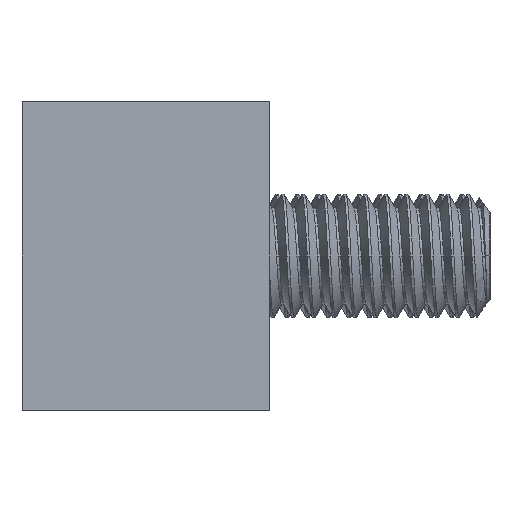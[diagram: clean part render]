
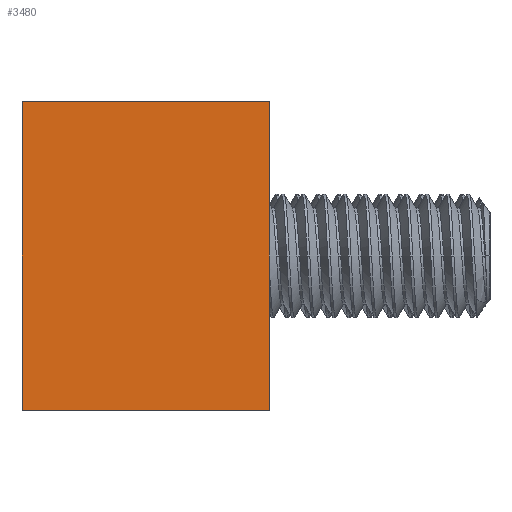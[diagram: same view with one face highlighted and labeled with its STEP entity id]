
A CAD part, left-side view. The second image highlights one B-rep face of the part: STEP entity #3480.
In plain terms, the highlighted planar face has unit normal (-1, 0, 0).
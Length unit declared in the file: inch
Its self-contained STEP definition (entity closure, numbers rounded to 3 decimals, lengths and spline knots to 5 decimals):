
#4 = DIRECTION ( 'NONE',  ( 0., 0., 1. ) ) ;
#60 = ORIENTED_EDGE ( 'NONE', *, *, #2483, .F. ) ;
#77 = ORIENTED_EDGE ( 'NONE', *, *, #453, .T. ) ;
#453 = EDGE_CURVE ( 'NONE', #895, #3015, #5212, .T. ) ;
#535 = CARTESIAN_POINT ( 'NONE',  ( 0., 0., -0.59055 ) ) ;
#553 = VECTOR ( 'NONE', #3667, 39.37008 ) ;
#754 = CARTESIAN_POINT ( 'NONE',  ( 0., 0., 0. ) ) ;
#895 = VERTEX_POINT ( 'NONE', #1553 ) ;
#1241 = DIRECTION ( 'NONE',  ( 0., 0., -1. ) ) ;
#1291 = CARTESIAN_POINT ( 'NONE',  ( 0., 0., 0. ) ) ;
#1323 = VECTOR ( 'NONE', #4276, 39.37008 ) ;
#1395 = AXIS2_PLACEMENT_3D ( 'NONE', #6287, #2912, #4 ) ;
#1553 = CARTESIAN_POINT ( 'NONE',  ( 0., 0.47244, 0. ) ) ;
#2011 = LINE ( 'NONE', #754, #553 ) ;
#2385 = DIRECTION ( 'NONE',  ( 0., 1., 0. ) ) ;
#2390 = FACE_OUTER_BOUND ( 'NONE', #5324, .T. ) ;
#2483 = EDGE_CURVE ( 'NONE', #5713, #2939, #5572, .T. ) ;
#2912 = DIRECTION ( 'NONE',  ( -1., 0., 0. ) ) ;
#2939 = VERTEX_POINT ( 'NONE', #535 ) ;
#2985 = VECTOR ( 'NONE', #1241, 39.37008 ) ;
#3006 = LINE ( 'NONE', #4812, #5302 ) ;
#3015 = VERTEX_POINT ( 'NONE', #3541 ) ;
#3259 = EDGE_CURVE ( 'NONE', #5713, #895, #2011, .T. ) ;
#3480 = ADVANCED_FACE ( 'NONE', ( #2390 ), #5343, .T. ) ;
#3541 = CARTESIAN_POINT ( 'NONE',  ( 0., 0.47244, -0.59055 ) ) ;
#3667 = DIRECTION ( 'NONE',  ( 0., 1., 0. ) ) ;
#3974 = ORIENTED_EDGE ( 'NONE', *, *, #3259, .T. ) ;
#4276 = DIRECTION ( 'NONE',  ( 0., 0., -1. ) ) ;
#4298 = CARTESIAN_POINT ( 'NONE',  ( 0., 0.47244, 0. ) ) ;
#4525 = EDGE_CURVE ( 'NONE', #2939, #3015, #3006, .T. ) ;
#4812 = CARTESIAN_POINT ( 'NONE',  ( 0., 0., -0.59055 ) ) ;
#5141 = CARTESIAN_POINT ( 'NONE',  ( 0., 0., 0. ) ) ;
#5212 = LINE ( 'NONE', #4298, #1323 ) ;
#5302 = VECTOR ( 'NONE', #2385, 39.37008 ) ;
#5324 = EDGE_LOOP ( 'NONE', ( #3974, #77, #5966, #60 ) ) ;
#5343 = PLANE ( 'NONE',  #1395 ) ;
#5572 = LINE ( 'NONE', #5141, #2985 ) ;
#5713 = VERTEX_POINT ( 'NONE', #1291 ) ;
#5966 = ORIENTED_EDGE ( 'NONE', *, *, #4525, .F. ) ;
#6287 = CARTESIAN_POINT ( 'NONE',  ( 0., 0., 0. ) ) ;
